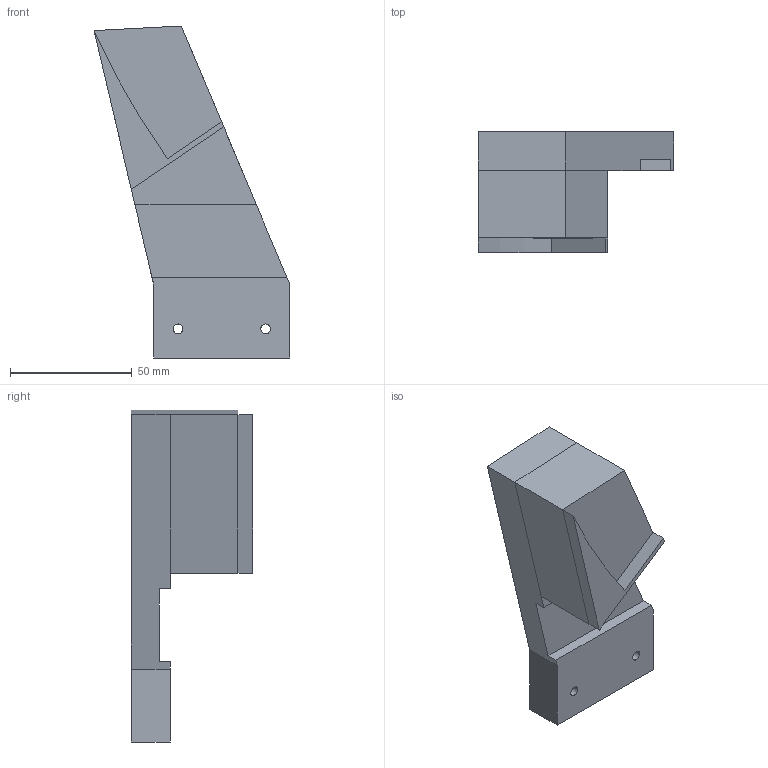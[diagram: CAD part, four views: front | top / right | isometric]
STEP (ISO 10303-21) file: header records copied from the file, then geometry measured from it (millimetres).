
FILE_DESCRIPTION(('FreeCAD Model'),'2;1');
FILE_NAME('Open CASCADE Shape Model','2023-02-20T21:09:19',(''),(''), 'Open CASCADE STEP processor 7.6','FreeCAD','Unknown');
FILE_SCHEMA(('AUTOMOTIVE_DESIGN { 1 0 10303 214 1 1 1 1 }'));
Length unit declared in the file: millimetre
Products named in the file (1): Body059
Bounding box: 80.59 x 49.8 x 136.53 mm (x, y, z)
Volume: 162041.4 mm3; surface area: 26267.2 mm2
Topology: 1 solids, 1 shells, 27 faces, 64 edges, 39 vertices
Faces by surface type: plane 22, cylinder 3, cone 2
Full cylindrical faces by diameter (mm): 4 x2
Entity records: 1638 total; most frequent: CARTESIAN_POINT 295, DIRECTION 250, LINE 178, VECTOR 178, ORIENTED_EDGE 128, PCURVE 128, DEFINITIONAL_REPRESENTATION 128, EDGE_CURVE 64
